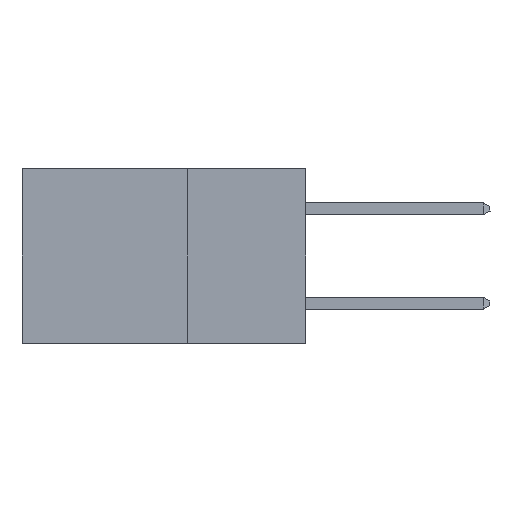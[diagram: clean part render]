
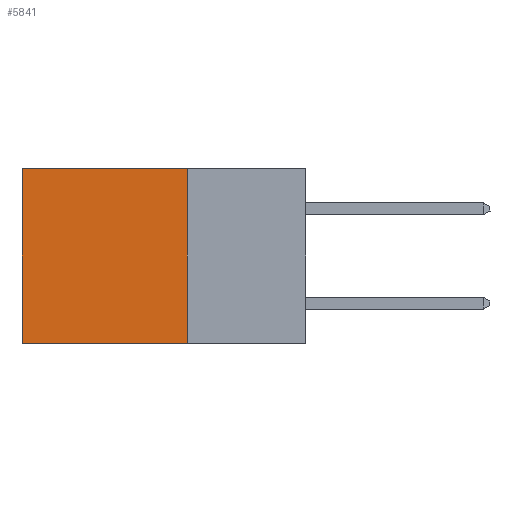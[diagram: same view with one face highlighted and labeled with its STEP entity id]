
A CAD part, left-side view. The second image highlights one B-rep face of the part: STEP entity #5841.
In plain terms, the highlighted planar face has unit normal (-1, 0, 0).
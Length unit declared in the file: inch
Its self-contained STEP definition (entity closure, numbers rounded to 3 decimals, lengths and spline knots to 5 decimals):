
#28 = LINE ( 'NONE', #4007, #6922 ) ;
#186 = EDGE_CURVE ( 'NONE', #3969, #4661, #28, .T. ) ;
#356 = FACE_OUTER_BOUND ( 'NONE', #8749, .T. ) ;
#686 = LINE ( 'NONE', #3251, #4871 ) ;
#750 = ORIENTED_EDGE ( 'NONE', *, *, #3504, .F. ) ;
#1109 = CARTESIAN_POINT ( 'NONE',  ( 0.298, 0.6, 0. ) ) ;
#1154 = LINE ( 'NONE', #8022, #5482 ) ;
#1883 = DIRECTION ( 'NONE',  ( 0., 0., -1. ) ) ;
#2601 = ORIENTED_EDGE ( 'NONE', *, *, #5832, .T. ) ;
#2678 = CARTESIAN_POINT ( 'NONE',  ( 0.298, 0.6, -0.37 ) ) ;
#2954 = ORIENTED_EDGE ( 'NONE', *, *, #186, .F. ) ;
#3036 = DIRECTION ( 'NONE',  ( 0., 0., -1. ) ) ;
#3146 = VECTOR ( 'NONE', #1883, 39.37008 ) ;
#3150 = CARTESIAN_POINT ( 'NONE',  ( 0.298, 0.25, 0. ) ) ;
#3251 = CARTESIAN_POINT ( 'NONE',  ( 0.298, 0.25, 0. ) ) ;
#3504 = EDGE_CURVE ( 'NONE', #7798, #3969, #9311, .T. ) ;
#3969 = VERTEX_POINT ( 'NONE', #7971 ) ;
#4007 = CARTESIAN_POINT ( 'NONE',  ( 0.298, 0.25, -0.37 ) ) ;
#4561 = VERTEX_POINT ( 'NONE', #1109 ) ;
#4661 = VERTEX_POINT ( 'NONE', #2678 ) ;
#4871 = VECTOR ( 'NONE', #6886, 39.37008 ) ;
#4987 = AXIS2_PLACEMENT_3D ( 'NONE', #5178, #8053, #7364 ) ;
#5178 = CARTESIAN_POINT ( 'NONE',  ( 0.298, 0.25, 0. ) ) ;
#5482 = VECTOR ( 'NONE', #3036, 39.37008 ) ;
#5832 = EDGE_CURVE ( 'NONE', #4561, #4661, #1154, .T. ) ;
#5841 = ADVANCED_FACE ( 'NONE', ( #356 ), #7301, .F. ) ;
#5985 = ORIENTED_EDGE ( 'NONE', *, *, #8772, .T. ) ;
#6886 = DIRECTION ( 'NONE',  ( 0., 1., 0. ) ) ;
#6922 = VECTOR ( 'NONE', #9082, 39.37008 ) ;
#7301 = PLANE ( 'NONE',  #4987 ) ;
#7364 = DIRECTION ( 'NONE',  ( 0., 0., -1. ) ) ;
#7798 = VERTEX_POINT ( 'NONE', #7895 ) ;
#7895 = CARTESIAN_POINT ( 'NONE',  ( 0.298, 0.25, 0. ) ) ;
#7971 = CARTESIAN_POINT ( 'NONE',  ( 0.298, 0.25, -0.37 ) ) ;
#8022 = CARTESIAN_POINT ( 'NONE',  ( 0.298, 0.6, 0. ) ) ;
#8053 = DIRECTION ( 'NONE',  ( 1., 0., 0. ) ) ;
#8749 = EDGE_LOOP ( 'NONE', ( #2601, #2954, #750, #5985 ) ) ;
#8772 = EDGE_CURVE ( 'NONE', #7798, #4561, #686, .T. ) ;
#9082 = DIRECTION ( 'NONE',  ( 0., 1., 0. ) ) ;
#9311 = LINE ( 'NONE', #3150, #3146 ) ;
